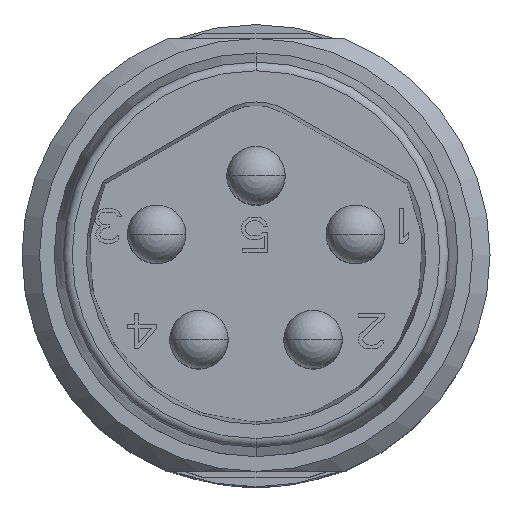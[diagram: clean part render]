
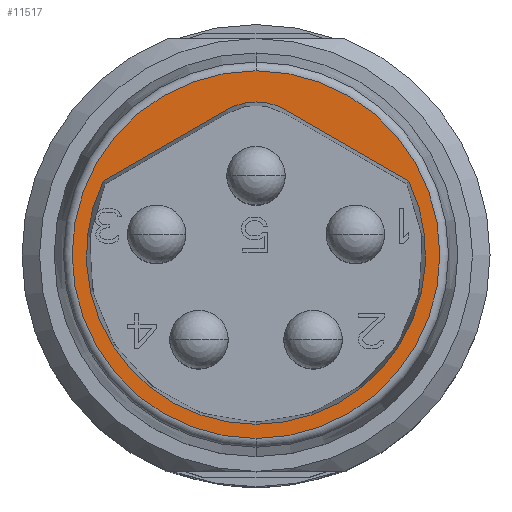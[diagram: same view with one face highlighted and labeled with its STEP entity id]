
A CAD part, top view. The second image highlights one B-rep face of the part: STEP entity #11517.
In plain terms, the highlighted planar face has unit normal (0, 0, 1).
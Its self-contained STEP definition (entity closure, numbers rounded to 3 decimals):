
#2852=CARTESIAN_POINT('',(0.,0.,5.));
#2853=DIRECTION('',(0.,0.,-1.));
#2854=DIRECTION('',(0.,-1.,0.));
#2855=AXIS2_PLACEMENT_3D('',#2852,#2853,#2854);
#2857=CARTESIAN_POINT('',(0.,0.,5.));
#2858=DIRECTION('',(0.,0.,-1.));
#2859=DIRECTION('',(0.,1.,0.));
#2860=AXIS2_PLACEMENT_3D('',#2857,#2858,#2859);
#2862=CARTESIAN_POINT('',(0.,0.,5.));
#2863=DIRECTION('',(0.,0.,1.));
#2864=DIRECTION('',(-0.901,0.434,0.));
#2865=AXIS2_PLACEMENT_3D('',#2862,#2863,#2864);
#2867=CARTESIAN_POINT('',(0.,0.,5.));
#2868=DIRECTION('',(0.,0.,1.));
#2869=DIRECTION('',(0.,-1.,0.));
#2870=AXIS2_PLACEMENT_3D('',#2867,#2868,#2869);
#2872=CARTESIAN_POINT('',(0.,1.6,5.));
#2873=DIRECTION('',(0.,0.,1.));
#2874=DIRECTION('',(0.5,0.866,0.));
#2875=AXIS2_PLACEMENT_3D('',#2872,#2873,#2874);
#2884=CARTESIAN_POINT('',(-2.613,1.258,5.));
#3286=DIRECTION('',(0.866,-0.5,0.));
#3287=VECTOR('',#3286,2.434);
#3288=CARTESIAN_POINT('',(0.505,2.475,5.));
#3289=LINE('',#3288,#3287);
#3290=DIRECTION('',(0.866,0.5,0.));
#3291=VECTOR('',#3290,2.434);
#3292=CARTESIAN_POINT('',(-2.613,1.258,5.));
#3293=LINE('',#3292,#3291);
#6376=CARTESIAN_POINT('',(0.505,2.475,5.));
#6377=VERTEX_POINT('',#6376);
#6378=CARTESIAN_POINT('',(2.613,1.258,5.));
#6379=VERTEX_POINT('',#6378);
#6380=CARTESIAN_POINT('',(-0.505,2.475,
5.));
#6381=VERTEX_POINT('',#6380);
#6382=VERTEX_POINT('',#2884);
#6383=CARTESIAN_POINT('',(0.,-2.9,5.));
#6384=VERTEX_POINT('',#6383);
#6385=CARTESIAN_POINT('',(0.,-3.143,5.));
#6386=CARTESIAN_POINT('',(0.,3.143,5.));
#6387=VERTEX_POINT('',#6385);
#6388=VERTEX_POINT('',#6386);
#11496=CARTESIAN_POINT('',(0.,0.,5.));
#11497=DIRECTION('',(0.,0.,1.));
#11498=DIRECTION('',(0.,-1.,0.));
#11499=AXIS2_PLACEMENT_3D('',#11496,#11497,#11498);
#11500=PLANE('',#11499);
#11501=ORIENTED_EDGE('',*,*,#11461,.T.);
#11502=ORIENTED_EDGE('',*,*,#11484,.T.);
#11503=EDGE_LOOP('',(#11501,#11502));
#11504=FACE_OUTER_BOUND('',#11503,.F.);
#11506=ORIENTED_EDGE('',*,*,#11505,.T.);
#11508=ORIENTED_EDGE('',*,*,#11507,.T.);
#11510=ORIENTED_EDGE('',*,*,#11509,.F.);
#11512=ORIENTED_EDGE('',*,*,#11511,.T.);
#11514=ORIENTED_EDGE('',*,*,#11513,.F.);
#11515=EDGE_LOOP('',(#11506,#11508,#11510,#11512,#11514));
#11516=FACE_BOUND('',#11515,.F.);
#11517=ADVANCED_FACE('',(#11504,#11516),#11500,.T.);
#2856=CIRCLE('',#2855,3.143);
#2861=CIRCLE('',#2860,3.143);
#2866=CIRCLE('',#2865,2.9);
#2871=CIRCLE('',#2870,2.9);
#2876=CIRCLE('',#2875,1.01);
#11461=EDGE_CURVE('',#6387,#6388,#2856,.T.);
#11484=EDGE_CURVE('',#6388,#6387,#2861,.T.);
#11505=EDGE_CURVE('',#6382,#6384,#2866,.T.);
#11507=EDGE_CURVE('',#6384,#6379,#2871,.T.);
#11509=EDGE_CURVE('',#6377,#6379,#3289,.T.);
#11511=EDGE_CURVE('',#6377,#6381,#2876,.T.);
#11513=EDGE_CURVE('',#6382,#6381,#3293,.T.);
